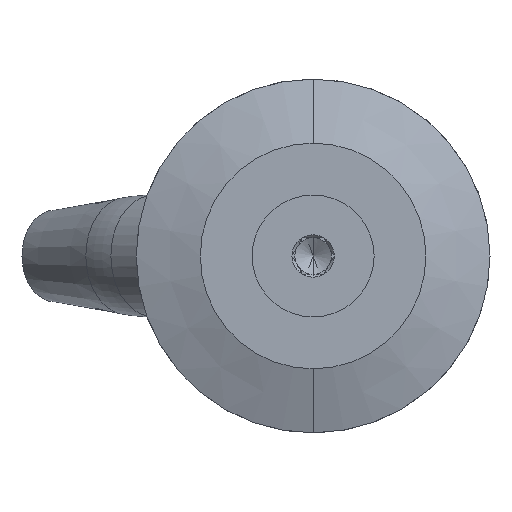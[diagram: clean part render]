
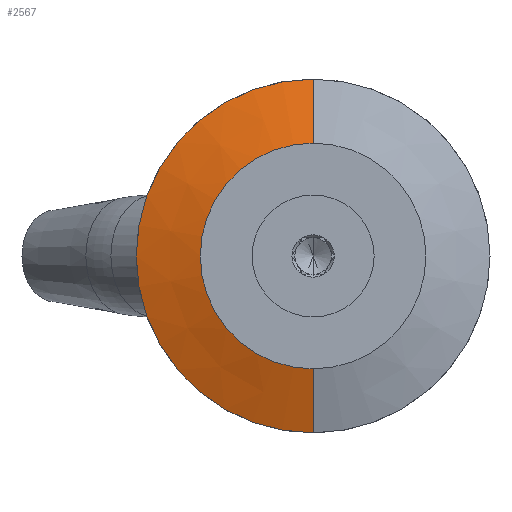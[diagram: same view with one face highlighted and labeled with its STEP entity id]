
A CAD part, front view. The second image highlights one B-rep face of the part: STEP entity #2567.
In plain terms, the highlighted conical face has half-angle 71.565 degrees and reference radius 18.5 mm.
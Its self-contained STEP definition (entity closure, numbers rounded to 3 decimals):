
#307 = EDGE_CURVE ( 'NONE', #736, #3544, #1354, .T. ) ;
#470 = VERTEX_POINT ( 'NONE', #3447 ) ;
#503 = CARTESIAN_POINT ( 'NONE',  ( 0., 3.5, 29. ) ) ;
#556 = LINE ( 'NONE', #4691, #991 ) ;
#736 = VERTEX_POINT ( 'NONE', #4431 ) ;
#768 = DIRECTION ( 'NONE',  ( 0., 0., -1. ) ) ;
#787 = DIRECTION ( 'NONE',  ( 0., -1., 0. ) ) ;
#876 = ORIENTED_EDGE ( 'NONE', *, *, #1260, .T. ) ;
#884 = VERTEX_POINT ( 'NONE', #503 ) ;
#991 = VECTOR ( 'NONE', #3103, 1000. ) ;
#1019 = DIRECTION ( 'NONE',  ( 0., 0., -1. ) ) ;
#1175 = DIRECTION ( 'NONE',  ( 0., 0.316, -0.949 ) ) ;
#1205 = AXIS2_PLACEMENT_3D ( 'NONE', #4193, #1778, #1019 ) ;
#1213 = ORIENTED_EDGE ( 'NONE', *, *, #3512, .T. ) ;
#1260 = EDGE_CURVE ( 'NONE', #736, #884, #556, .T. ) ;
#1284 = FACE_OUTER_BOUND ( 'NONE', #2330, .T. ) ;
#1354 = CIRCLE ( 'NONE', #1205, 18.5 ) ;
#1423 = CIRCLE ( 'NONE', #2074, 29. ) ;
#1778 = DIRECTION ( 'NONE',  ( 0., -1., 0. ) ) ;
#1966 = CARTESIAN_POINT ( 'NONE',  ( 0., 3.5, 0. ) ) ;
#2060 = ORIENTED_EDGE ( 'NONE', *, *, #2371, .F. ) ;
#2074 = AXIS2_PLACEMENT_3D ( 'NONE', #1966, #787, #768 ) ;
#2330 = EDGE_LOOP ( 'NONE', ( #2060, #2705, #876, #1213 ) ) ;
#2371 = EDGE_CURVE ( 'NONE', #3544, #470, #3149, .T. ) ;
#2567 = ADVANCED_FACE ( 'NONE', ( #1284 ), #2775, .T. ) ;
#2705 = ORIENTED_EDGE ( 'NONE', *, *, #307, .F. ) ;
#2715 = DIRECTION ( 'NONE',  ( 0., 1., 0. ) ) ;
#2775 = CONICAL_SURFACE ( 'NONE', #3598, 18.5, 1.249 ) ;
#3084 = CARTESIAN_POINT ( 'NONE',  ( 0., 0., -18.5 ) ) ;
#3103 = DIRECTION ( 'NONE',  ( 0., 0.316, 0.949 ) ) ;
#3149 = LINE ( 'NONE', #3190, #4773 ) ;
#3190 = CARTESIAN_POINT ( 'NONE',  ( 0., 0., -18.5 ) ) ;
#3447 = CARTESIAN_POINT ( 'NONE',  ( 0., 3.5, -29. ) ) ;
#3481 = DIRECTION ( 'NONE',  ( 0., 0., 1. ) ) ;
#3512 = EDGE_CURVE ( 'NONE', #884, #470, #1423, .T. ) ;
#3544 = VERTEX_POINT ( 'NONE', #3084 ) ;
#3598 = AXIS2_PLACEMENT_3D ( 'NONE', #4700, #2715, #3481 ) ;
#4193 = CARTESIAN_POINT ( 'NONE',  ( 0., 0., 0. ) ) ;
#4431 = CARTESIAN_POINT ( 'NONE',  ( 0., 0., 18.5 ) ) ;
#4691 = CARTESIAN_POINT ( 'NONE',  ( 0., 0., 18.5 ) ) ;
#4700 = CARTESIAN_POINT ( 'NONE',  ( 0., 0., 0. ) ) ;
#4773 = VECTOR ( 'NONE', #1175, 1000. ) ;
